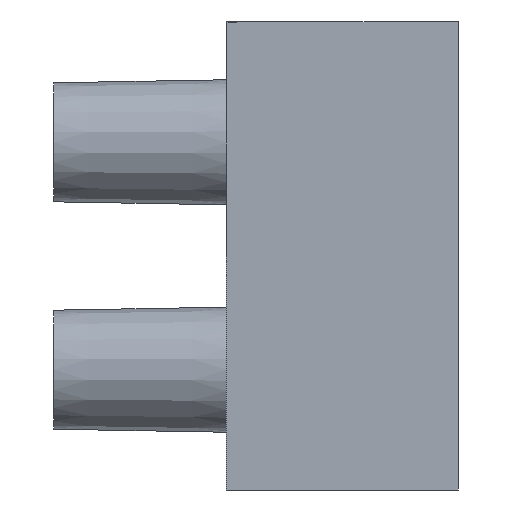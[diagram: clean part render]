
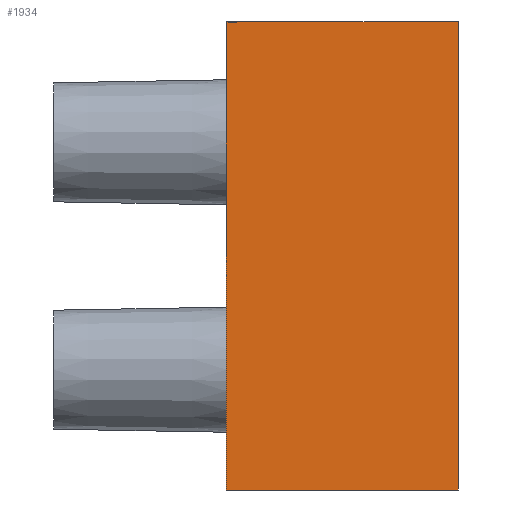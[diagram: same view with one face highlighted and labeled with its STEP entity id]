
A CAD part, left-side view. The second image highlights one B-rep face of the part: STEP entity #1934.
In plain terms, the highlighted planar face has unit normal (-1, 0, 0).
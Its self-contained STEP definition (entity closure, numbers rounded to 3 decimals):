
#37 = VECTOR ( 'NONE', #7626, 1000. ) ;
#232 = ORIENTED_EDGE ( 'NONE', *, *, #13168, .F. ) ;
#597 = CARTESIAN_POINT ( 'NONE',  ( -58.4, 10.2, 10.29 ) ) ;
#968 = PLANE ( 'NONE',  #7635 ) ;
#1934 = ADVANCED_FACE ( 'NONE', ( #4916 ), #968, .F. ) ;
#1940 = CARTESIAN_POINT ( 'NONE',  ( -58.4, 0., 10.29 ) ) ;
#2108 = CARTESIAN_POINT ( 'NONE',  ( -58.4, 10.2, 10.29 ) ) ;
#2285 = CARTESIAN_POINT ( 'NONE',  ( -58.4, 10.2, -10.29 ) ) ;
#3838 = VERTEX_POINT ( 'NONE', #13906 ) ;
#3872 = ORIENTED_EDGE ( 'NONE', *, *, #14877, .T. ) ;
#4317 = CARTESIAN_POINT ( 'NONE',  ( -58.4, 10.2, 10.29 ) ) ;
#4417 = LINE ( 'NONE', #4317, #17212 ) ;
#4659 = VERTEX_POINT ( 'NONE', #2108 ) ;
#4698 = CARTESIAN_POINT ( 'NONE',  ( -58.4, 10.2, -10.29 ) ) ;
#4916 = FACE_OUTER_BOUND ( 'NONE', #7760, .T. ) ;
#5853 = VERTEX_POINT ( 'NONE', #2285 ) ;
#6459 = DIRECTION ( 'NONE',  ( 1., 0., 0. ) ) ;
#7094 = EDGE_CURVE ( 'NONE', #8272, #3838, #10052, .T. ) ;
#7626 = DIRECTION ( 'NONE',  ( 0., 0., 1. ) ) ;
#7635 = AXIS2_PLACEMENT_3D ( 'NONE', #597, #6459, #9165 ) ;
#7760 = EDGE_LOOP ( 'NONE', ( #15904, #232, #9512, #3872 ) ) ;
#8272 = VERTEX_POINT ( 'NONE', #15620 ) ;
#8665 = DIRECTION ( 'NONE',  ( 0., -1., 0. ) ) ;
#8847 = LINE ( 'NONE', #4698, #14391 ) ;
#9165 = DIRECTION ( 'NONE',  ( 0., 0., -1. ) ) ;
#9512 = ORIENTED_EDGE ( 'NONE', *, *, #16965, .F. ) ;
#9718 = DIRECTION ( 'NONE',  ( 0., 0., 1. ) ) ;
#10052 = LINE ( 'NONE', #1940, #37 ) ;
#12319 = CARTESIAN_POINT ( 'NONE',  ( -58.4, 10.2, 10.29 ) ) ;
#13168 = EDGE_CURVE ( 'NONE', #4659, #3838, #4417, .T. ) ;
#13906 = CARTESIAN_POINT ( 'NONE',  ( -58.4, 0., 10.29 ) ) ;
#14391 = VECTOR ( 'NONE', #8665, 1000. ) ;
#14877 = EDGE_CURVE ( 'NONE', #5853, #8272, #8847, .T. ) ;
#15620 = CARTESIAN_POINT ( 'NONE',  ( -58.4, 0., -10.29 ) ) ;
#15889 = VECTOR ( 'NONE', #9718, 1000. ) ;
#15904 = ORIENTED_EDGE ( 'NONE', *, *, #7094, .T. ) ;
#16833 = DIRECTION ( 'NONE',  ( 0., -1., 0. ) ) ;
#16965 = EDGE_CURVE ( 'NONE', #5853, #4659, #17527, .T. ) ;
#17212 = VECTOR ( 'NONE', #16833, 1000. ) ;
#17527 = LINE ( 'NONE', #12319, #15889 ) ;
